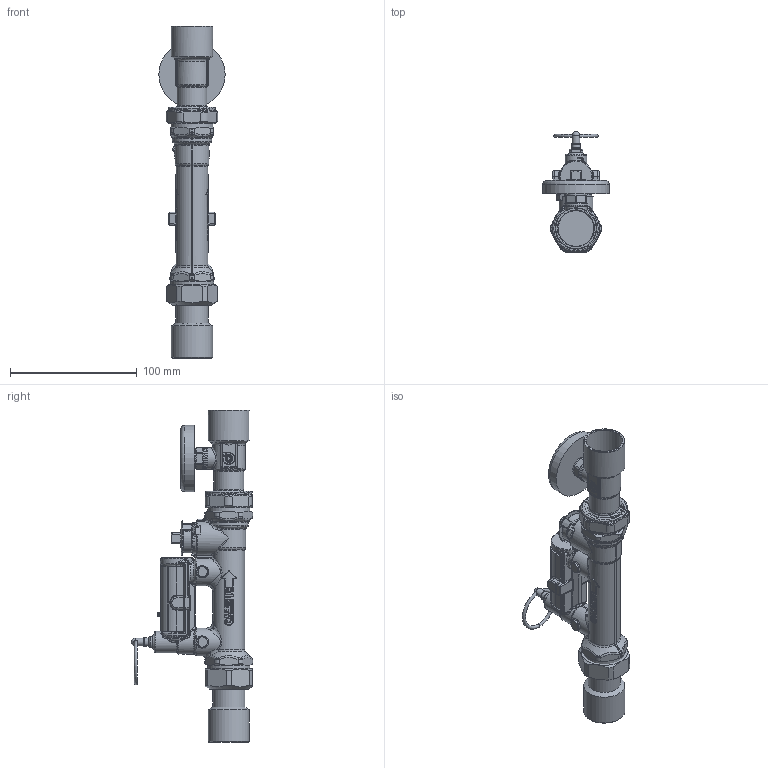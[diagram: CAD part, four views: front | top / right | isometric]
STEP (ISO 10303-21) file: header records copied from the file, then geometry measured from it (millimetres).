
FILE_DESCRIPTION(/* description */ (''),/* implementation_level */ '2;1');
FILE_NAME(/* name */ '132658AFC.stp',/* time_stamp */ '2025-07-15T09:38:43-05:00',/* author */ ('ischreiner'),/* organization */ (''),/* preprocessor_version */ 'ST-DEVELOPER v20',/* originating_system */ 'Autodesk Inventor 2025',/* authorisation */ '');
FILE_SCHEMA (('AUTOMOTIVE_DESIGN { 1 0 10303 214 3 1 1 }'));
Length unit declared in the file: inch
Products named in the file (5): 132658AFC; 132637 - TST; F61008 - 1 inch union nut; F0015064 TP 1 SWT for check; NA10058_Simplify_1
Assembly tree (4 placements, depth 2):
  132658AFC
    132637 - TST
    F61008 - 1 inch union nut
    F0015064 TP 1 SWT for check
    NA10058_Simplify_1
Bounding box: 52.32 x 95.91 x 262.3 mm (x, y, z)
Volume: 240867.9 mm3; surface area: 72950.4 mm2
Topology: 10 solids, 10 shells, 2262 faces, 5296 edges, 2965 vertices
Faces by surface type: bspline 1052, cylinder 522, plane 331, sphere 145, torus 110, cone 102
Full cylindrical faces by diameter (mm): 2.5 x1, 3 x1, 3.1 x1, 3.3 x1, 4.1 x1, 4.2 x1, 6 x2, 7 x1, 9.017 x1, 11.176 x1, 11.227 x1, 12.954 x1, 13.6 x1, 14.5 x1, 15 x1, 15.24 x1, 15.875 x1, 17 x2, 18 x1, 20.1 x2, 20.6 x2, 22 x2, 22.7 x2, 23.5 x1, 24 x1, 24.2 x1, 25.5 x1, 26 x1, 26.924 x1, 27.7 x1
Entity records: 142892 total; most frequent: CARTESIAN_POINT 95951, ORIENTED_EDGE 10316, DIRECTION 8531, EDGE_CURVE 5158, AXIS2_PLACEMENT_3D 3694, VERTEX_POINT 2965, EDGE_LOOP 2327, FACE_OUTER_BOUND 2262
